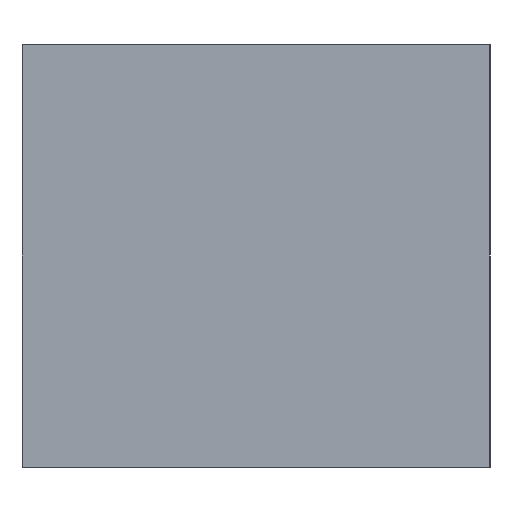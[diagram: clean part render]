
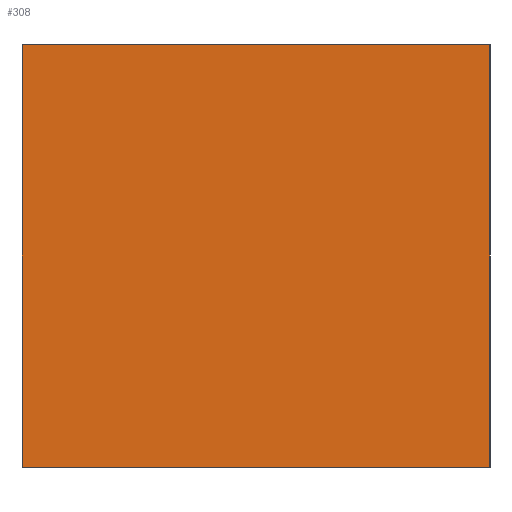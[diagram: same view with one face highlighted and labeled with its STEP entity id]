
A CAD part, left-side view. The second image highlights one B-rep face of the part: STEP entity #308.
In plain terms, the highlighted planar face has unit normal (-1, 0, 0).
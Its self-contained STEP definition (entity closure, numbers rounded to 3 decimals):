
#34=FACE_OUTER_BOUND('',#49,.T.);
#49=EDGE_LOOP('',(#259,#260,#261,#262));
#79=LINE('',#492,#117);
#88=LINE('',#508,#126);
#89=LINE('',#510,#127);
#90=LINE('',#511,#128);
#117=VECTOR('',#406,10.);
#126=VECTOR('',#419,10.);
#127=VECTOR('',#422,10.);
#128=VECTOR('',#423,10.);
#150=VERTEX_POINT('',#489);
#151=VERTEX_POINT('',#491);
#155=VERTEX_POINT('',#504);
#156=VERTEX_POINT('',#506);
#187=EDGE_CURVE('',#150,#151,#79,.T.);
#196=EDGE_CURVE('',#155,#156,#88,.T.);
#197=EDGE_CURVE('',#150,#155,#89,.T.);
#198=EDGE_CURVE('',#151,#156,#90,.T.);
#259=ORIENTED_EDGE('',*,*,#197,.T.);
#260=ORIENTED_EDGE('',*,*,#196,.T.);
#261=ORIENTED_EDGE('',*,*,#198,.F.);
#262=ORIENTED_EDGE('',*,*,#187,.F.);
#293=PLANE('',#347);
#308=ADVANCED_FACE('',(#34),#293,.T.);
#347=AXIS2_PLACEMENT_3D('',#509,#420,#421);
#406=DIRECTION('',(0.,0.,1.));
#419=DIRECTION('',(0.,0.,1.));
#420=DIRECTION('center_axis',(-1.,0.,0.));
#421=DIRECTION('ref_axis',(0.,-1.,0.));
#422=DIRECTION('',(0.,-1.,0.));
#423=DIRECTION('',(0.,-1.,0.));
#489=CARTESIAN_POINT('',(-4.46,2.77,0.));
#491=CARTESIAN_POINT('',(-4.46,2.77,5.));
#492=CARTESIAN_POINT('',(-4.46,2.77,0.));
#504=CARTESIAN_POINT('',(-4.46,-2.77,0.));
#506=CARTESIAN_POINT('',(-4.46,-2.77,5.));
#508=CARTESIAN_POINT('',(-4.46,-2.77,0.));
#509=CARTESIAN_POINT('Origin',(-4.46,2.77,0.));
#510=CARTESIAN_POINT('',(-4.46,2.77,0.));
#511=CARTESIAN_POINT('',(-4.46,2.77,5.));
